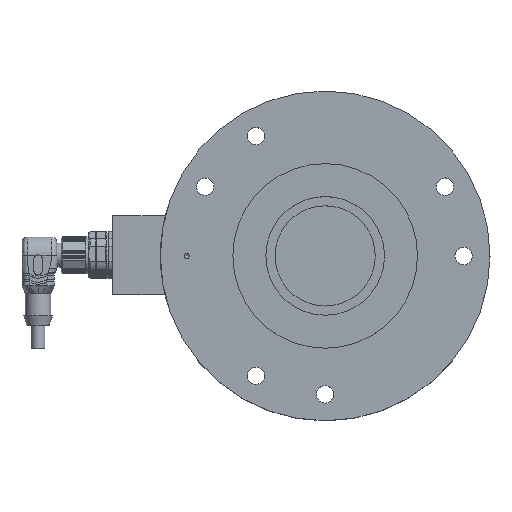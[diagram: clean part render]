
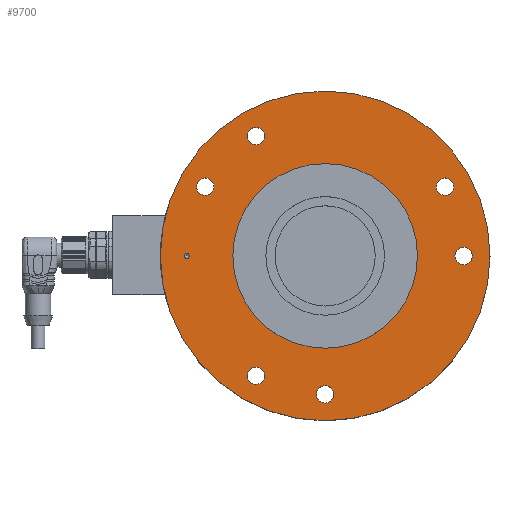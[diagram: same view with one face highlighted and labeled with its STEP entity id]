
A CAD part, top view. The second image highlights one B-rep face of the part: STEP entity #9700.
In plain terms, the highlighted planar face has unit normal (0, 0, 1).
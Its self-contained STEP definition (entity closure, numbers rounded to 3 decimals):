
#215 = AXIS2_PLACEMENT_3D ( 'NONE', #6545, #18124, #21708 ) ;
#647 = FACE_OUTER_BOUND ( 'NONE', #11280, .T. ) ;
#768 = FACE_BOUND ( 'NONE', #18246, .T. ) ;
#892 = FACE_BOUND ( 'NONE', #9867, .T. ) ;
#1216 = VERTEX_POINT ( 'NONE', #14407 ) ;
#1618 = AXIS2_PLACEMENT_3D ( 'NONE', #18551, #12718, #6854 ) ;
#1735 = VERTEX_POINT ( 'NONE', #9312 ) ;
#1739 = DIRECTION ( 'NONE',  ( 0., 0., -1. ) ) ;
#1833 = DIRECTION ( 'NONE',  ( 0., 0., 1. ) ) ;
#1967 = CARTESIAN_POINT ( 'NONE',  ( 52.5, -3.3, 20. ) ) ;
#2220 = ORIENTED_EDGE ( 'NONE', *, *, #14692, .T. ) ;
#3616 = CIRCLE ( 'NONE', #9942, 3.3 ) ;
#3918 = CIRCLE ( 'NONE', #23367, 3.3 ) ;
#3959 = CIRCLE ( 'NONE', #21429, 3.3 ) ;
#4117 = EDGE_LOOP ( 'NONE', ( #8656 ) ) ;
#4180 = CIRCLE ( 'NONE', #215, 3.3 ) ;
#4240 = FACE_BOUND ( 'NONE', #8291, .T. ) ;
#4417 = EDGE_CURVE ( 'NONE', #1735, #1735, #3959, .T. ) ;
#4879 = VERTEX_POINT ( 'NONE', #17952 ) ;
#4923 = AXIS2_PLACEMENT_3D ( 'NONE', #24182, #7638, #18723 ) ;
#5105 = EDGE_CURVE ( 'NONE', #13070, #13070, #3918, .T. ) ;
#5229 = DIRECTION ( 'NONE',  ( 0., 0., -1. ) ) ;
#5809 = ORIENTED_EDGE ( 'NONE', *, *, #15660, .F. ) ;
#6236 = FACE_BOUND ( 'NONE', #9373, .T. ) ;
#6384 = DIRECTION ( 'NONE',  ( 0., -1., 0. ) ) ;
#6545 = CARTESIAN_POINT ( 'NONE',  ( -26.25, 45.466, 20. ) ) ;
#6854 = DIRECTION ( 'NONE',  ( 0., 1., 0. ) ) ;
#6986 = AXIS2_PLACEMENT_3D ( 'NONE', #22363, #13060, #24222 ) ;
#7638 = DIRECTION ( 'NONE',  ( 0., 0., 1. ) ) ;
#8169 = CIRCLE ( 'NONE', #21267, 3.3 ) ;
#8291 = EDGE_LOOP ( 'NONE', ( #5809 ) ) ;
#8336 = CARTESIAN_POINT ( 'NONE',  ( -35., 0., 20. ) ) ;
#8436 = ORIENTED_EDGE ( 'NONE', *, *, #14329, .T. ) ;
#8467 = PLANE ( 'NONE',  #16005 ) ;
#8656 = ORIENTED_EDGE ( 'NONE', *, *, #5105, .T. ) ;
#9007 = AXIS2_PLACEMENT_3D ( 'NONE', #18877, #1833, #13521 ) ;
#9161 = VERTEX_POINT ( 'NONE', #21288 ) ;
#9191 = CARTESIAN_POINT ( 'NONE',  ( 45.466, 26.25, 20. ) ) ;
#9312 = CARTESIAN_POINT ( 'NONE',  ( 45.466, 22.95, 20. ) ) ;
#9316 = EDGE_LOOP ( 'NONE', ( #8436 ) ) ;
#9373 = EDGE_LOOP ( 'NONE', ( #2220 ) ) ;
#9412 = CIRCLE ( 'NONE', #9007, 35. ) ;
#9700 = ADVANCED_FACE ( 'NONE', ( #647, #4240, #14219, #16203, #892, #19671, #6236, #9955, #768 ), #8467, .F. ) ;
#9867 = EDGE_LOOP ( 'NONE', ( #17681 ) ) ;
#9942 = AXIS2_PLACEMENT_3D ( 'NONE', #12511, #13872, #21424 ) ;
#9955 = FACE_BOUND ( 'NONE', #9316, .T. ) ;
#11166 = VERTEX_POINT ( 'NONE', #19316 ) ;
#11280 = EDGE_LOOP ( 'NONE', ( #17212 ) ) ;
#11676 = CIRCLE ( 'NONE', #4923, 62.5 ) ;
#12360 = CIRCLE ( 'NONE', #1618, 1. ) ;
#12381 = CARTESIAN_POINT ( 'NONE',  ( -26.25, -45.466, 20. ) ) ;
#12511 = CARTESIAN_POINT ( 'NONE',  ( 0., -52.5, 20. ) ) ;
#12566 = CIRCLE ( 'NONE', #6986, 3.3 ) ;
#12718 = DIRECTION ( 'NONE',  ( 0., 0., 1. ) ) ;
#13060 = DIRECTION ( 'NONE',  ( 0., 0., -1. ) ) ;
#13070 = VERTEX_POINT ( 'NONE', #1967 ) ;
#13521 = DIRECTION ( 'NONE',  ( 0., 1., 0. ) ) ;
#13842 = DIRECTION ( 'NONE',  ( 0., 0., -1. ) ) ;
#13872 = DIRECTION ( 'NONE',  ( 0., 0., -1. ) ) ;
#13992 = ORIENTED_EDGE ( 'NONE', *, *, #17894, .T. ) ;
#14219 = FACE_BOUND ( 'NONE', #14989, .T. ) ;
#14329 = EDGE_CURVE ( 'NONE', #23717, #23717, #12566, .T. ) ;
#14407 = CARTESIAN_POINT ( 'NONE',  ( -26.25, 42.166, 20. ) ) ;
#14692 = EDGE_CURVE ( 'NONE', #1216, #1216, #4180, .T. ) ;
#14955 = EDGE_CURVE ( 'NONE', #18382, #18382, #8169, .T. ) ;
#14989 = EDGE_LOOP ( 'NONE', ( #15756 ) ) ;
#15660 = EDGE_CURVE ( 'NONE', #16766, #16766, #9412, .T. ) ;
#15756 = ORIENTED_EDGE ( 'NONE', *, *, #4417, .T. ) ;
#16005 = AXIS2_PLACEMENT_3D ( 'NONE', #8336, #13842, #17558 ) ;
#16203 = FACE_BOUND ( 'NONE', #4117, .T. ) ;
#16471 = ORIENTED_EDGE ( 'NONE', *, *, #17210, .F. ) ;
#16766 = VERTEX_POINT ( 'NONE', #23027 ) ;
#16795 = DIRECTION ( 'NONE',  ( 0., -1., 0. ) ) ;
#17210 = EDGE_CURVE ( 'NONE', #9161, #9161, #12360, .T. ) ;
#17212 = ORIENTED_EDGE ( 'NONE', *, *, #19616, .T. ) ;
#17558 = DIRECTION ( 'NONE',  ( 0., -1., 0. ) ) ;
#17681 = ORIENTED_EDGE ( 'NONE', *, *, #14955, .T. ) ;
#17894 = EDGE_CURVE ( 'NONE', #11166, #11166, #3616, .T. ) ;
#17952 = CARTESIAN_POINT ( 'NONE',  ( 0., 62.5, 20. ) ) ;
#18124 = DIRECTION ( 'NONE',  ( 0., 0., -1. ) ) ;
#18142 = CARTESIAN_POINT ( 'NONE',  ( -45.466, 22.95, 20. ) ) ;
#18246 = EDGE_LOOP ( 'NONE', ( #16471 ) ) ;
#18257 = CARTESIAN_POINT ( 'NONE',  ( -26.25, -48.766, 20. ) ) ;
#18382 = VERTEX_POINT ( 'NONE', #18257 ) ;
#18551 = CARTESIAN_POINT ( 'NONE',  ( -52.5, 0., 20. ) ) ;
#18723 = DIRECTION ( 'NONE',  ( 0., 1., 0. ) ) ;
#18877 = CARTESIAN_POINT ( 'NONE',  ( 0., 0., 20. ) ) ;
#19316 = CARTESIAN_POINT ( 'NONE',  ( 0., -55.8, 20. ) ) ;
#19616 = EDGE_CURVE ( 'NONE', #4879, #4879, #11676, .T. ) ;
#19671 = FACE_BOUND ( 'NONE', #20746, .T. ) ;
#19687 = DIRECTION ( 'NONE',  ( 0., -1., 0. ) ) ;
#19937 = CARTESIAN_POINT ( 'NONE',  ( 52.5, 0., 20. ) ) ;
#20746 = EDGE_LOOP ( 'NONE', ( #13992 ) ) ;
#21267 = AXIS2_PLACEMENT_3D ( 'NONE', #12381, #23541, #6384 ) ;
#21288 = CARTESIAN_POINT ( 'NONE',  ( -52.5, 1., 20. ) ) ;
#21424 = DIRECTION ( 'NONE',  ( 0., -1., 0. ) ) ;
#21429 = AXIS2_PLACEMENT_3D ( 'NONE', #9191, #1739, #16795 ) ;
#21708 = DIRECTION ( 'NONE',  ( 0., -1., 0. ) ) ;
#22363 = CARTESIAN_POINT ( 'NONE',  ( -45.466, 26.25, 20. ) ) ;
#23027 = CARTESIAN_POINT ( 'NONE',  ( 0., 35., 20. ) ) ;
#23367 = AXIS2_PLACEMENT_3D ( 'NONE', #19937, #5229, #19687 ) ;
#23541 = DIRECTION ( 'NONE',  ( 0., 0., -1. ) ) ;
#23717 = VERTEX_POINT ( 'NONE', #18142 ) ;
#24182 = CARTESIAN_POINT ( 'NONE',  ( 0., 0., 20. ) ) ;
#24222 = DIRECTION ( 'NONE',  ( 0., -1., 0. ) ) ;
